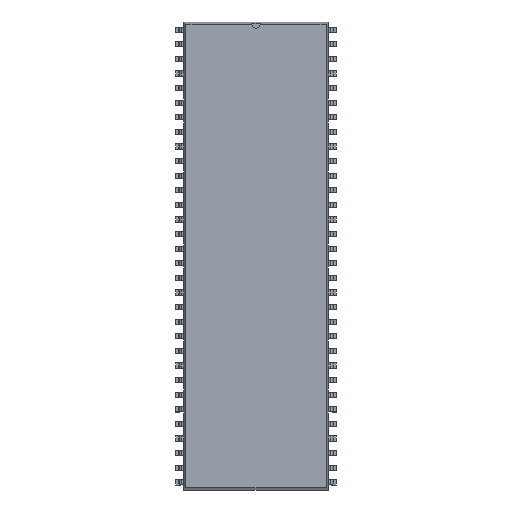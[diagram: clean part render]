
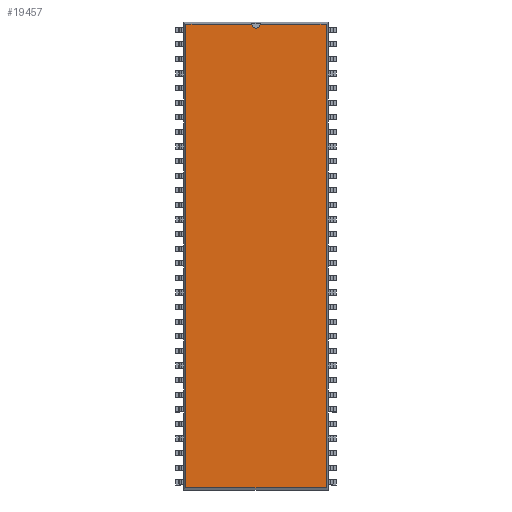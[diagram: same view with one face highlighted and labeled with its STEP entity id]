
A CAD part, top view. The second image highlights one B-rep face of the part: STEP entity #19457.
In plain terms, the highlighted planar face has unit normal (0, 0, 1).
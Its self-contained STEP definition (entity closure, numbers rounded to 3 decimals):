
#27=VECTOR('',#28,1.);
#28=DIRECTION('',(0.,1.,0.));
#34=VECTOR('',#35,1.);
#35=DIRECTION('',(-1.,0.,0.));
#41=VECTOR('',#42,1.);
#42=DIRECTION('',(0.,-1.,0.));
#46=VECTOR('',#47,1.);
#47=DIRECTION('',(1.,0.,0.));
#50=DIRECTION('',(0.,0.,-1.));
#3299=DIRECTION('',(0.,0.,-1.));
#12992=VERTEX_POINT('',#12993);
#12993=CARTESIAN_POINT('',(12.186,40.301,3.68));
#12995=ORIENTED_EDGE('',*,*,#12996,.F.);
#12996=EDGE_CURVE('',#12997,#12992,#12999,.T.);
#12997=VERTEX_POINT('',#12998);
#12998=CARTESIAN_POINT('',(12.186,-40.301,3.68));
#12999=LINE('',#12998,#27);
#16155=VERTEX_POINT('',#16156);
#16156=CARTESIAN_POINT('',(-12.186,40.301,3.68));
#16158=ORIENTED_EDGE('',*,*,#16159,.F.);
#16159=EDGE_CURVE('',#16160,#16155,#16162,.T.);
#16160=VERTEX_POINT('',#16161);
#16161=CARTESIAN_POINT('',(-0.746,40.301,3.68));
#16162=LINE('',#12993,#34);
#16184=VERTEX_POINT('',#16185);
#16185=CARTESIAN_POINT('',(0.746,40.301,3.68));
#16194=ORIENTED_EDGE('',*,*,#16195,.F.);
#16195=EDGE_CURVE('',#12992,#16184,#16162,.T.);
#16299=VERTEX_POINT('',#16300);
#16300=CARTESIAN_POINT('',(-12.186,-40.301,3.68));
#16302=ORIENTED_EDGE('',*,*,#16303,.F.);
#16303=EDGE_CURVE('',#16155,#16299,#16304,.T.);
#16304=LINE('',#16156,#41);
#19452=ORIENTED_EDGE('',*,*,#19453,.F.);
#19453=EDGE_CURVE('',#16299,#12997,#19454,.T.);
#19454=LINE('',#16300,#46);
#19457=ADVANCED_FACE('',(#19458),#19469,.F.);
#19458=FACE_BOUND('',#19459,.F.);
#19459=EDGE_LOOP('',(#12995,#19452,#16302,#16158,#19460,#19467,#16194));
#19460=ORIENTED_EDGE('',*,*,#19461,.F.);
#19461=EDGE_CURVE('',#19462,#16160,#19464,.T.);
#19462=VERTEX_POINT('',#19463);
#19463=CARTESIAN_POINT('',(0.,39.626,3.68));
#19464=CIRCLE('',#19465,0.75);
#19465=AXIS2_PLACEMENT_3D('',#19466,#3299,#42);
#19466=CARTESIAN_POINT('',(0.,40.376,3.68));
#19467=ORIENTED_EDGE('',*,*,#19468,.F.);
#19468=EDGE_CURVE('',#16184,#19462,#19464,.T.);
#19469=PLANE('',#19470);
#19470=AXIS2_PLACEMENT_3D('',#12998,#50,#19471);
#19471=DIRECTION('',(-0.289,0.957,0.));
